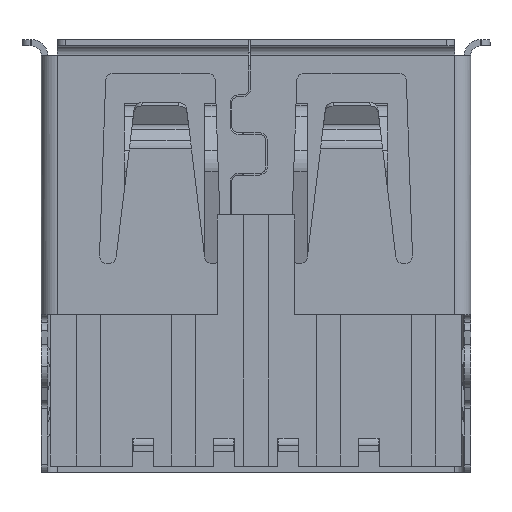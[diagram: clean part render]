
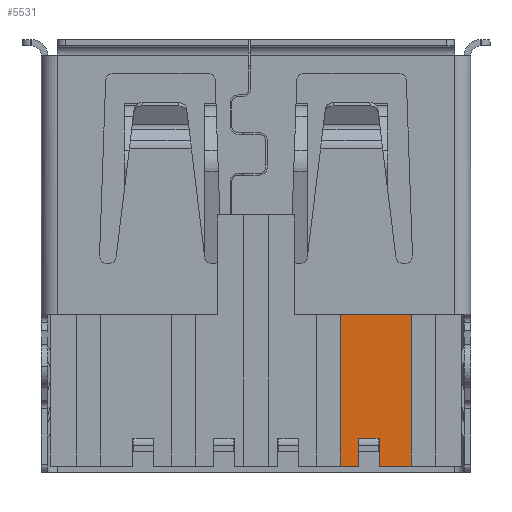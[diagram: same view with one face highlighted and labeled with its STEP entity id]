
A CAD part, front view. The second image highlights one B-rep face of the part: STEP entity #5531.
In plain terms, the highlighted planar face has unit normal (0, -1, 0).
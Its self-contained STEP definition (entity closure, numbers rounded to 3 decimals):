
#172 = VERTEX_POINT ( 'NONE', #11573 ) ;
#365 = CARTESIAN_POINT ( 'NONE',  ( 6.37, -3.865, -6.275 ) ) ;
#539 = DIRECTION ( 'NONE',  ( -1., 0., 0. ) ) ;
#1311 = EDGE_CURVE ( 'NONE', #8782, #19610, #10877, .T. ) ;
#2094 = VECTOR ( 'NONE', #9698, 1000. ) ;
#2180 = LINE ( 'NONE', #8367, #19705 ) ;
#2654 = EDGE_CURVE ( 'NONE', #21661, #8782, #13040, .T. ) ;
#2827 = CARTESIAN_POINT ( 'NONE',  ( 3.175, -3.865, -6.275 ) ) ;
#4286 = EDGE_CURVE ( 'NONE', #21661, #7126, #5009, .T. ) ;
#4312 = CARTESIAN_POINT ( 'NONE',  ( 4.825, -3.865, -6.275 ) ) ;
#5009 = LINE ( 'NONE', #16359, #5795 ) ;
#5101 = VECTOR ( 'NONE', #10988, 1000. ) ;
#5442 = CARTESIAN_POINT ( 'NONE',  ( 6.37, -3.865, -6.275 ) ) ;
#5501 = CARTESIAN_POINT ( 'NONE',  ( 6.37, -3.865, -6.275 ) ) ;
#5531 = ADVANCED_FACE ( 'NONE', ( #7171 ), #5731, .F. ) ;
#5534 = VECTOR ( 'NONE', #7720, 1000. ) ;
#5731 = PLANE ( 'NONE',  #14514 ) ;
#5765 = ORIENTED_EDGE ( 'NONE', *, *, #8510, .F. ) ;
#5795 = VECTOR ( 'NONE', #7997, 1000. ) ;
#6666 = VERTEX_POINT ( 'NONE', #17642 ) ;
#6725 = ORIENTED_EDGE ( 'NONE', *, *, #4286, .T. ) ;
#7087 = DIRECTION ( 'NONE',  ( -1., 0., 0. ) ) ;
#7126 = VERTEX_POINT ( 'NONE', #21553 ) ;
#7171 = FACE_OUTER_BOUND ( 'NONE', #7201, .T. ) ;
#7201 = EDGE_LOOP ( 'NONE', ( #15855, #6725, #5765, #10914, #9850, #12237, #15198, #21689 ) ) ;
#7409 = LINE ( 'NONE', #18160, #2094 ) ;
#7720 = DIRECTION ( 'NONE',  ( 0., 0., -1. ) ) ;
#7829 = VECTOR ( 'NONE', #539, 1000. ) ;
#7997 = DIRECTION ( 'NONE',  ( -1., 0., 0. ) ) ;
#8012 = EDGE_CURVE ( 'NONE', #15170, #8830, #21603, .T. ) ;
#8367 = CARTESIAN_POINT ( 'NONE',  ( 2.625, -3.865, -6.275 ) ) ;
#8510 = EDGE_CURVE ( 'NONE', #8830, #7126, #2180, .T. ) ;
#8782 = VERTEX_POINT ( 'NONE', #4312 ) ;
#8830 = VERTEX_POINT ( 'NONE', #9381 ) ;
#9381 = CARTESIAN_POINT ( 'NONE',  ( 2.625, -3.865, -6.275 ) ) ;
#9698 = DIRECTION ( 'NONE',  ( 0., 0., -1. ) ) ;
#9850 = ORIENTED_EDGE ( 'NONE', *, *, #19537, .F. ) ;
#9933 = CARTESIAN_POINT ( 'NONE',  ( 3.825, -3.865, -6.275 ) ) ;
#10580 = DIRECTION ( 'NONE',  ( 0., 0., 1. ) ) ;
#10877 = LINE ( 'NONE', #365, #17777 ) ;
#10914 = ORIENTED_EDGE ( 'NONE', *, *, #8012, .F. ) ;
#10988 = DIRECTION ( 'NONE',  ( 0., 0., -1. ) ) ;
#11573 = CARTESIAN_POINT ( 'NONE',  ( 3.825, -3.865, -5.405 ) ) ;
#12237 = ORIENTED_EDGE ( 'NONE', *, *, #17104, .F. ) ;
#13040 = LINE ( 'NONE', #21099, #5101 ) ;
#14514 = AXIS2_PLACEMENT_3D ( 'NONE', #5442, #19338, #10580 ) ;
#14585 = EDGE_CURVE ( 'NONE', #172, #19610, #20165, .T. ) ;
#15170 = VERTEX_POINT ( 'NONE', #2827 ) ;
#15198 = ORIENTED_EDGE ( 'NONE', *, *, #14585, .T. ) ;
#15288 = VECTOR ( 'NONE', #19318, 1000. ) ;
#15855 = ORIENTED_EDGE ( 'NONE', *, *, #2654, .F. ) ;
#16141 = CARTESIAN_POINT ( 'NONE',  ( 3.825, -3.865, -5.405 ) ) ;
#16359 = CARTESIAN_POINT ( 'NONE',  ( 6.37, -3.865, -1.575 ) ) ;
#17104 = EDGE_CURVE ( 'NONE', #172, #6666, #21123, .T. ) ;
#17642 = CARTESIAN_POINT ( 'NONE',  ( 3.175, -3.865, -5.405 ) ) ;
#17777 = VECTOR ( 'NONE', #7087, 1000. ) ;
#18160 = CARTESIAN_POINT ( 'NONE',  ( 3.175, -3.865, -5.405 ) ) ;
#19318 = DIRECTION ( 'NONE',  ( -1., 0., 0. ) ) ;
#19338 = DIRECTION ( 'NONE',  ( 0., 1., 0. ) ) ;
#19377 = CARTESIAN_POINT ( 'NONE',  ( 3.825, -3.865, -5.405 ) ) ;
#19537 = EDGE_CURVE ( 'NONE', #6666, #15170, #7409, .T. ) ;
#19610 = VERTEX_POINT ( 'NONE', #9933 ) ;
#19705 = VECTOR ( 'NONE', #21718, 1000. ) ;
#20165 = LINE ( 'NONE', #16141, #5534 ) ;
#21099 = CARTESIAN_POINT ( 'NONE',  ( 4.825, -3.865, -6.275 ) ) ;
#21123 = LINE ( 'NONE', #19377, #7829 ) ;
#21303 = CARTESIAN_POINT ( 'NONE',  ( 4.825, -3.865, -1.575 ) ) ;
#21553 = CARTESIAN_POINT ( 'NONE',  ( 2.625, -3.865, -1.575 ) ) ;
#21603 = LINE ( 'NONE', #5501, #15288 ) ;
#21661 = VERTEX_POINT ( 'NONE', #21303 ) ;
#21689 = ORIENTED_EDGE ( 'NONE', *, *, #1311, .F. ) ;
#21718 = DIRECTION ( 'NONE',  ( 0., 0., 1. ) ) ;
